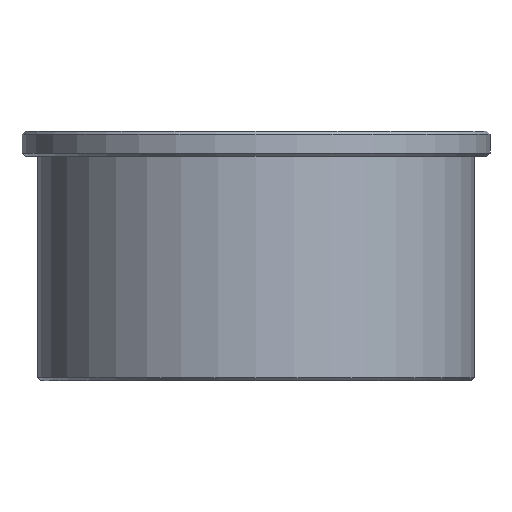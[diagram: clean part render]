
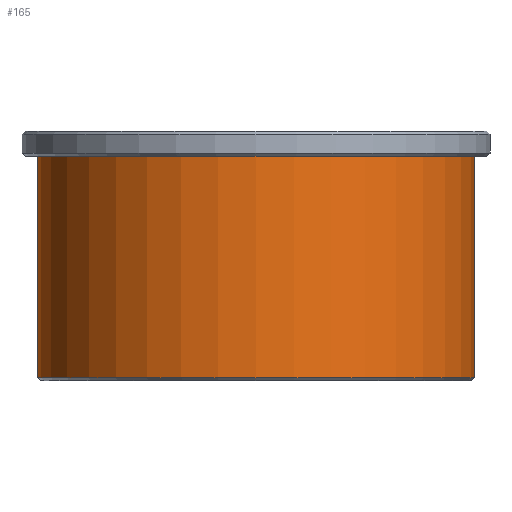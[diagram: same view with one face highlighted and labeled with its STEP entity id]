
A CAD part, front view. The second image highlights one B-rep face of the part: STEP entity #165.
In plain terms, the highlighted cylindrical face has radius 70 mm (diameter 140 mm), a full revolution.
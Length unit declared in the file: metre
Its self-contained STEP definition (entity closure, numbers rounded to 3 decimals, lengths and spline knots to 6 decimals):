
#165=ADVANCED_FACE('',(#204,#205),#206,.T.);
#204=FACE_OUTER_BOUND('',#4323,.T.);
#205=FACE_OUTER_BOUND('',#4324,.T.);
#206=CYLINDRICAL_SURFACE('',#4325,0.07);
#4323=EDGE_LOOP('',(#8477));
#4324=EDGE_LOOP('',(#8478));
#4325=AXIS2_PLACEMENT_3D('',#8479,#8480,#8481);
#8477=ORIENTED_EDGE('',*,*,#8517,.T.);
#8478=ORIENTED_EDGE('',*,*,#8516,.F.);
#8479=CARTESIAN_POINT('',(0.0,0.0,0.0));
#8480=DIRECTION('',(0.0,0.,-1.0));
#8481=DIRECTION('',(0.0,1.0,0.));
#8516=EDGE_CURVE('',#8555,#8555,#8556,.T.);
#8517=EDGE_CURVE('',#8557,#8557,#8558,.T.);
#8555=VERTEX_POINT('',#8721);
#8556=CIRCLE('',#8722,0.07);
#8557=VERTEX_POINT('',#8723);
#8558=CIRCLE('',#8724,0.07);
#8721=CARTESIAN_POINT('',(0.0,0.07,0.001));
#8722=AXIS2_PLACEMENT_3D('',#8767,#8768,#8769);
#8723=CARTESIAN_POINT('',(0.0,0.07,0.072));
#8724=AXIS2_PLACEMENT_3D('',#8770,#8771,#8772);
#8767=CARTESIAN_POINT('',(0.0,0.0,0.001));
#8768=DIRECTION('',(0.0,0.,-1.0));
#8769=DIRECTION('',(0.0,1.0,0.));
#8770=CARTESIAN_POINT('',(0.0,0.,0.072));
#8771=DIRECTION('',(0.0,0.,-1.0));
#8772=DIRECTION('',(0.0,1.0,0.));
